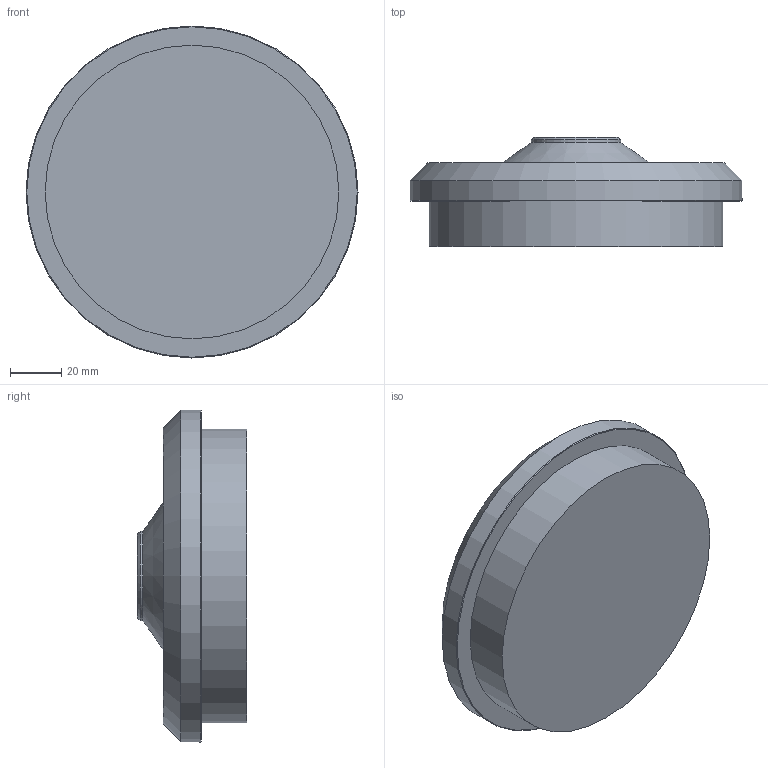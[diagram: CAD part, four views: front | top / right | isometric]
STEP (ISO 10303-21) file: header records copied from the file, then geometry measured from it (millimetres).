
FILE_DESCRIPTION(/* description */ (''),/* implementation_level */ '2;1');
FILE_NAME(/* name */ 'vpd110epdm20.stp',/* time_stamp */ '2022-01-07T12:28:38+01:00',/* author */ ('enginyeria'),/* organization */ (''),/* preprocessor_version */ 'ST-DEVELOPER v17.2',/* originating_system */ 'Autodesk Inventor 2019',/* authorisation */ '');
FILE_SCHEMA (('AUTOMOTIVE_DESIGN { 1 0 10303 214 3 1 1 }'));
Length unit declared in the file: millimetre
Products named in the file (1): Pieza10
Bounding box: 130 x 42.7 x 130 mm (x, y, z)
Volume: 386812.2 mm3; surface area: 38316.9 mm2
Topology: 1 solids, 1 shells, 14 faces, 34 edges, 25 vertices
Faces by surface type: cone 5, plane 5, cylinder 4
Full cylindrical faces by diameter (mm): 14.95 x1, 35 x1, 115 x1, 130 x1
Entity records: 520 total; most frequent: DIRECTION 89, CARTESIAN_POINT 74, ORIENTED_EDGE 68, AXIS2_PLACEMENT_3D 40, EDGE_CURVE 34, CIRCLE 25, VERTEX_POINT 25, EDGE_LOOP 17
